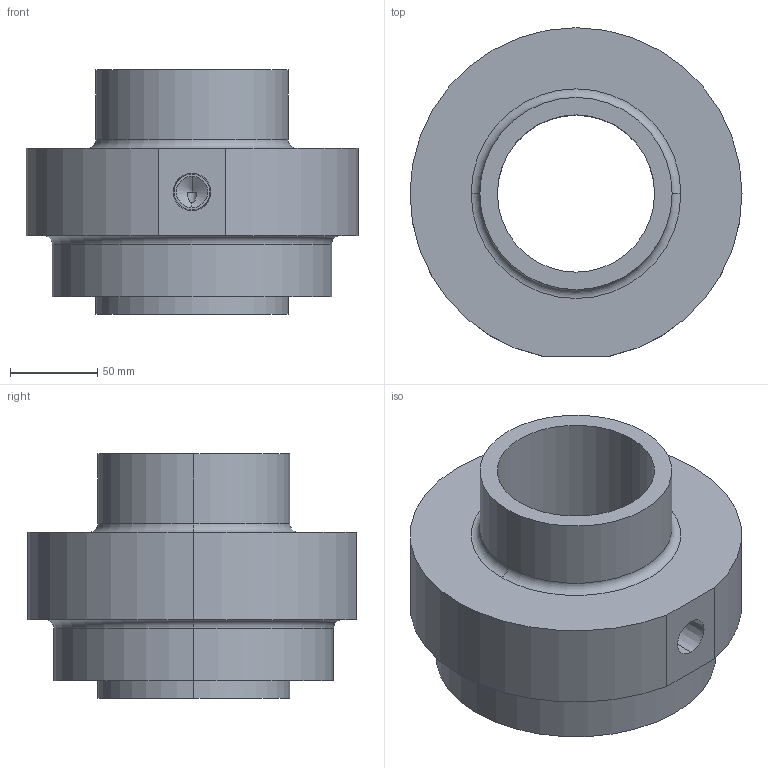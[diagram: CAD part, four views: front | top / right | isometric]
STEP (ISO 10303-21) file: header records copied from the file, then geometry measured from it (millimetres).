
FILE_DESCRIPTION (( 'STEP AP203' ), '1' );
FILE_NAME ('--7860532.STEP', '2015-03-20T18:42:31', ( 'enduser' ), ( '' ), 'SwSTEP 2.0', 'SolidWorks 2014', '' );
FILE_SCHEMA (( 'CONFIG_CONTROL_DESIGN' ));
Length unit declared in the file: millimetre
Products named in the file (1): --7860532
Bounding box: 190 x 188 x 140 mm (x, y, z)
Volume: 1655240.4 mm3; surface area: 161525 mm2
Topology: 1 solids, 1 shells, 38 faces, 85 edges, 52 vertices
Faces by surface type: cylinder 17, plane 9, torus 8, cone 4
Entity records: 1185 total; most frequent: CARTESIAN_POINT 216, DIRECTION 214, ORIENTED_EDGE 166, AXIS2_PLACEMENT_3D 94, EDGE_CURVE 83, CIRCLE 55, VERTEX_POINT 52, EDGE_LOOP 47
